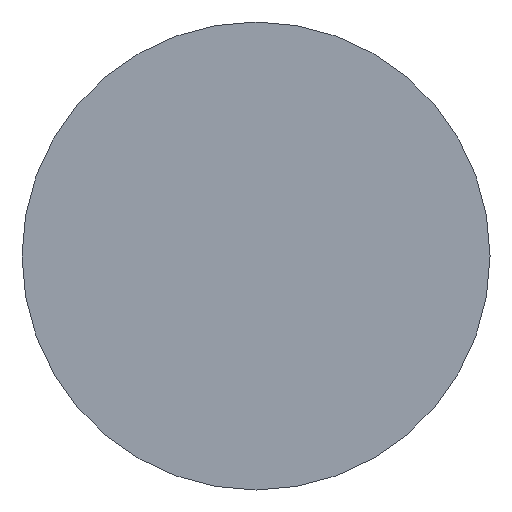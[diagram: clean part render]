
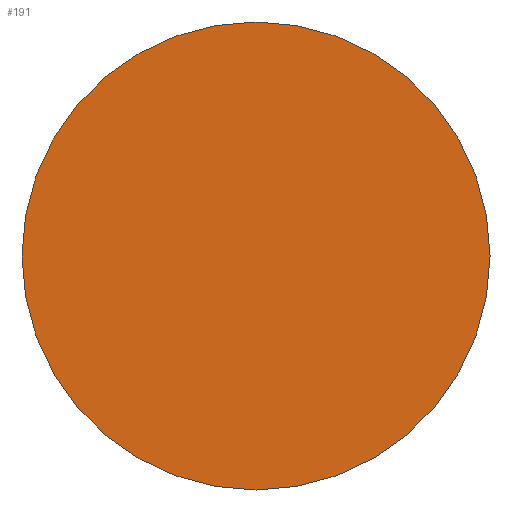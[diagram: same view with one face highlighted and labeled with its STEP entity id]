
A CAD part, front view. The second image highlights one B-rep face of the part: STEP entity #191.
In plain terms, the highlighted planar face has unit normal (0, -1, 0).
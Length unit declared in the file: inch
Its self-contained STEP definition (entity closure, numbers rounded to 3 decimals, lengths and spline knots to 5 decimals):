
#8 = DIRECTION ( 'NONE',  ( 0., -1., 0. ) ) ;
#11 = DIRECTION ( 'NONE',  ( 0., 0., -1. ) ) ;
#22 = VERTEX_POINT ( 'NONE', #307 ) ;
#39 = CARTESIAN_POINT ( 'NONE',  ( 0., 0., 0. ) ) ;
#61 = EDGE_LOOP ( 'NONE', ( #168, #268 ) ) ;
#73 = DIRECTION ( 'NONE',  ( 0., 0., -1. ) ) ;
#80 = DIRECTION ( 'NONE',  ( 0., -1., 0. ) ) ;
#100 = CIRCLE ( 'NONE', #322, 0.125 ) ;
#114 = EDGE_CURVE ( 'NONE', #343, #22, #100, .T. ) ;
#135 = AXIS2_PLACEMENT_3D ( 'NONE', #405, #8, #438 ) ;
#137 = DIRECTION ( 'NONE',  ( 0., -1., 0. ) ) ;
#139 = CIRCLE ( 'NONE', #135, 0.125 ) ;
#168 = ORIENTED_EDGE ( 'NONE', *, *, #114, .T. ) ;
#191 = ADVANCED_FACE ( 'NONE', ( #253 ), #218, .T. ) ;
#218 = PLANE ( 'NONE',  #244 ) ;
#244 = AXIS2_PLACEMENT_3D ( 'NONE', #331, #80, #11 ) ;
#253 = FACE_OUTER_BOUND ( 'NONE', #61, .T. ) ;
#268 = ORIENTED_EDGE ( 'NONE', *, *, #329, .T. ) ;
#290 = CARTESIAN_POINT ( 'NONE',  ( 0., 0., -0.125 ) ) ;
#307 = CARTESIAN_POINT ( 'NONE',  ( 0., 0., 0.125 ) ) ;
#322 = AXIS2_PLACEMENT_3D ( 'NONE', #39, #137, #73 ) ;
#329 = EDGE_CURVE ( 'NONE', #22, #343, #139, .T. ) ;
#331 = CARTESIAN_POINT ( 'NONE',  ( 0., 0., 0. ) ) ;
#343 = VERTEX_POINT ( 'NONE', #290 ) ;
#405 = CARTESIAN_POINT ( 'NONE',  ( 0., 0., 0. ) ) ;
#438 = DIRECTION ( 'NONE',  ( 0., 0., -1. ) ) ;
